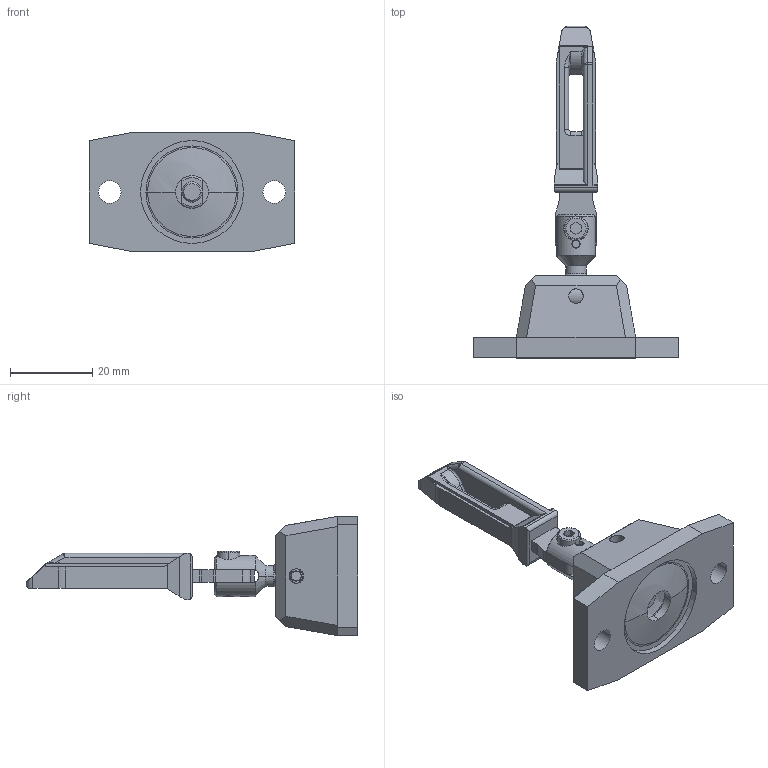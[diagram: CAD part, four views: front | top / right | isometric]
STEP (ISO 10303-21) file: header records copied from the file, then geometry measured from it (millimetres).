
FILE_DESCRIPTION((''),'2;1');
FILE_NAME('212873_ASM','2020-01-02T09:55:30',('PDMAdmin'),('BANNER ENGINEERING'),'CREO PARAMETRIC BY PTC INC, 2019292','CREO PARAMETRIC BY PTC INC, 2019292','');
FILE_SCHEMA(('CONFIG_CONTROL_DESIGN'));
Length unit declared in the file: millimetre
Products named in the file (12): 48562---SI-QM-SMFA__PART_3; 48562---SI-QM-SMFA__PART_2; 48562---SI-QM-SMFA__PART_4; 48562---SI-QM-SMFA__PART_5; 48562---SI-QM-SMFA__PART_4_ASM; 48562---SI-QM-SMFA__PART_6; 48562---SI-QM-SMFA__PART_7; 48562---SI-QM-SMFA__PART_8; 48562---SI-QM-SMFA__PART_9; 48562---SI-QM-SMFA__PART_10; 48562---SI-QM-SMFA__PART_1; 212873_ASM
Assembly tree (11 placements, depth 3):
  212873_ASM
    48562---SI-QM-SMFA__PART_3
    48562---SI-QM-SMFA__PART_2
    48562---SI-QM-SMFA__PART_4_ASM
      48562---SI-QM-SMFA__PART_4
      48562---SI-QM-SMFA__PART_5
    48562---SI-QM-SMFA__PART_6
    48562---SI-QM-SMFA__PART_7
    48562---SI-QM-SMFA__PART_8
    48562---SI-QM-SMFA__PART_9
    48562---SI-QM-SMFA__PART_10
    48562---SI-QM-SMFA__PART_1
Bounding box: 50 x 80.7 x 29 mm (x, y, z)
Volume: 15709.7 mm3; surface area: 13484.8 mm2
Topology: 10 solids, 10 shells, 374 faces, 993 edges, 632 vertices
Faces by surface type: plane 158, cylinder 147, bspline 22, cone 20, torus 18, sphere 9
Entity records: 15449 total; most frequent: CARTESIAN_POINT 5946, ORIENTED_EDGE 1970, DIRECTION 1918, EDGE_CURVE 985, AXIS2_PLACEMENT_3D 697, VERTEX_POINT 632, VECTOR 524, LINE 524
